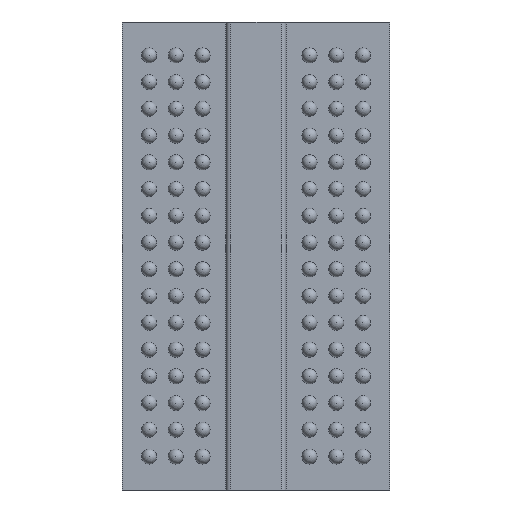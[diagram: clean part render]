
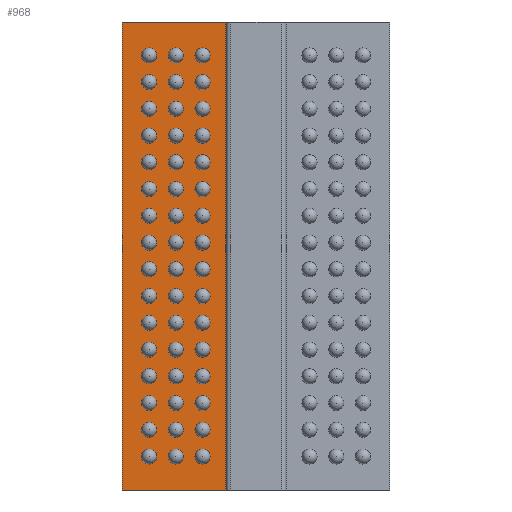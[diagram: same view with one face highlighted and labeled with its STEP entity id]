
A CAD part, front view. The second image highlights one B-rep face of the part: STEP entity #968.
In plain terms, the highlighted planar face has unit normal (0, -1, 0).
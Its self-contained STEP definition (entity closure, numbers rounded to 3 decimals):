
#280 = DIRECTION ( 'NONE',  ( 0., 0., -1. ) ) ;
#332 = CARTESIAN_POINT ( 'NONE',  ( -0.9, 0.25, 7. ) ) ;
#415 = DIRECTION ( 'NONE',  ( 0., -1., 0. ) ) ;
#505 = ORIENTED_EDGE ( 'NONE', *, *, #4426, .T. ) ;
#702 = VERTEX_POINT ( 'NONE', #5291 ) ;
#960 = ORIENTED_EDGE ( 'NONE', *, *, #2968, .T. ) ;
#968 = ADVANCED_FACE ( 'NONE', ( #4149 ), #8287, .T. ) ;
#1228 = ORIENTED_EDGE ( 'NONE', *, *, #5685, .T. ) ;
#1643 = AXIS2_PLACEMENT_3D ( 'NONE', #4321, #415, #2283 ) ;
#1797 = EDGE_CURVE ( 'NONE', #702, #6144, #7347, .T. ) ;
#2177 = CARTESIAN_POINT ( 'NONE',  ( -4., 0.25, 7. ) ) ;
#2218 = EDGE_LOOP ( 'NONE', ( #505, #5012, #960, #1228 ) ) ;
#2225 = CARTESIAN_POINT ( 'NONE',  ( -4., 0.25, -7. ) ) ;
#2262 = VERTEX_POINT ( 'NONE', #2177 ) ;
#2283 = DIRECTION ( 'NONE',  ( 1., 0., 0. ) ) ;
#2378 = CARTESIAN_POINT ( 'NONE',  ( -4., 0.25, -7. ) ) ;
#2718 = CARTESIAN_POINT ( 'NONE',  ( -0.9, 0.25, -8.807 ) ) ;
#2968 = EDGE_CURVE ( 'NONE', #6144, #2262, #7266, .T. ) ;
#3275 = DIRECTION ( 'NONE',  ( 0., 0., 1. ) ) ;
#3347 = VECTOR ( 'NONE', #7446, 1000. ) ;
#3419 = LINE ( 'NONE', #3549, #8476 ) ;
#3549 = CARTESIAN_POINT ( 'NONE',  ( -4., 0.25, 7. ) ) ;
#4149 = FACE_OUTER_BOUND ( 'NONE', #2218, .T. ) ;
#4321 = CARTESIAN_POINT ( 'NONE',  ( 0., 0.25, 0. ) ) ;
#4360 = VERTEX_POINT ( 'NONE', #2225 ) ;
#4426 = EDGE_CURVE ( 'NONE', #4360, #702, #6532, .T. ) ;
#5012 = ORIENTED_EDGE ( 'NONE', *, *, #1797, .T. ) ;
#5291 = CARTESIAN_POINT ( 'NONE',  ( -0.9, 0.25, -7. ) ) ;
#5651 = DIRECTION ( 'NONE',  ( 1., 0., 0. ) ) ;
#5685 = EDGE_CURVE ( 'NONE', #2262, #4360, #3419, .T. ) ;
#6144 = VERTEX_POINT ( 'NONE', #332 ) ;
#6301 = VECTOR ( 'NONE', #3275, 1000. ) ;
#6322 = VECTOR ( 'NONE', #5651, 1000. ) ;
#6532 = LINE ( 'NONE', #2378, #6322 ) ;
#6735 = CARTESIAN_POINT ( 'NONE',  ( -4., 0.25, 7. ) ) ;
#7266 = LINE ( 'NONE', #6735, #3347 ) ;
#7347 = LINE ( 'NONE', #2718, #6301 ) ;
#7446 = DIRECTION ( 'NONE',  ( -1., 0., 0. ) ) ;
#8287 = PLANE ( 'NONE',  #1643 ) ;
#8476 = VECTOR ( 'NONE', #280, 1000. ) ;
